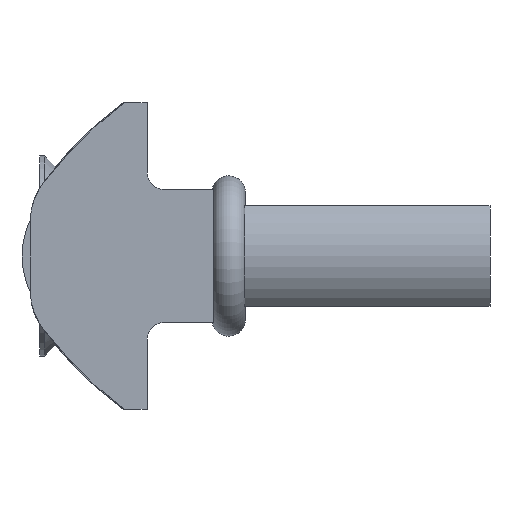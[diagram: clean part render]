
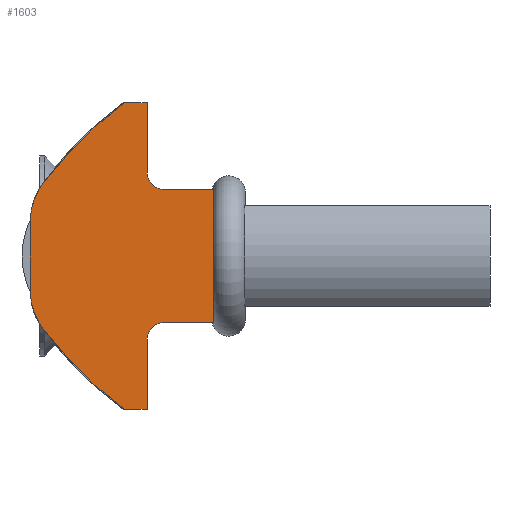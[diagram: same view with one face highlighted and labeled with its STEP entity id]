
A CAD part, left-side view. The second image highlights one B-rep face of the part: STEP entity #1603.
In plain terms, the highlighted face is planar.
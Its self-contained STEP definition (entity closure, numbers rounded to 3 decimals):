
#61=PLANE('',#1771);
#109=CIRCLE('',#1718,3.7);
#110=CIRCLE('',#1720,3.7);
#113=CIRCLE('',#1726,24.7);
#114=CIRCLE('',#1728,24.7);
#133=CIRCLE('',#1762,1.);
#136=CIRCLE('',#1769,1.);
#224=LINE('',#2577,#363);
#226=LINE('',#2581,#365);
#235=LINE('',#2608,#374);
#239=LINE('',#2623,#378);
#243=LINE('',#2635,#382);
#248=LINE('',#2646,#387);
#251=LINE('',#2652,#390);
#254=LINE('',#2661,#393);
#363=VECTOR('',#2011,1000.);
#365=VECTOR('',#2015,1000.);
#374=VECTOR('',#2042,1000.);
#378=VECTOR('',#2060,1000.);
#382=VECTOR('',#2072,1000.);
#387=VECTOR('',#2081,1000.);
#390=VECTOR('',#2086,1000.);
#393=VECTOR('',#2097,1000.);
#634=ORIENTED_EDGE('',*,*,#1005,.T.);
#635=ORIENTED_EDGE('',*,*,#1029,.T.);
#636=ORIENTED_EDGE('',*,*,#1032,.F.);
#637=ORIENTED_EDGE('',*,*,#1035,.T.);
#638=ORIENTED_EDGE('',*,*,#1041,.T.);
#639=ORIENTED_EDGE('',*,*,#1044,.T.);
#640=ORIENTED_EDGE('',*,*,#1047,.F.);
#641=ORIENTED_EDGE('',*,*,#1049,.T.);
#642=ORIENTED_EDGE('',*,*,#1007,.T.);
#643=ORIENTED_EDGE('',*,*,#964,.T.);
#644=ORIENTED_EDGE('',*,*,#947,.T.);
#645=ORIENTED_EDGE('',*,*,#1021,.T.);
#646=ORIENTED_EDGE('',*,*,#951,.T.);
#647=ORIENTED_EDGE('',*,*,#968,.T.);
#947=EDGE_CURVE('',#1174,#1173,#109,.T.);
#951=EDGE_CURVE('',#1178,#1177,#110,.T.);
#964=EDGE_CURVE('',#1189,#1174,#113,.T.);
#968=EDGE_CURVE('',#1177,#1190,#114,.T.);
#1005=EDGE_CURVE('',#1190,#1215,#224,.T.);
#1007=EDGE_CURVE('',#1217,#1189,#226,.T.);
#1021=EDGE_CURVE('',#1173,#1178,#235,.T.);
#1029=EDGE_CURVE('',#1215,#1229,#239,.T.);
#1032=EDGE_CURVE('',#1231,#1229,#133,.T.);
#1035=EDGE_CURVE('',#1231,#1233,#243,.T.);
#1041=EDGE_CURVE('',#1233,#1237,#248,.T.);
#1044=EDGE_CURVE('',#1237,#1239,#251,.T.);
#1047=EDGE_CURVE('',#1241,#1239,#136,.T.);
#1049=EDGE_CURVE('',#1241,#1217,#254,.T.);
#1173=VERTEX_POINT('',#2441);
#1174=VERTEX_POINT('',#2443);
#1177=VERTEX_POINT('',#2454);
#1178=VERTEX_POINT('',#2456);
#1189=VERTEX_POINT('',#2492);
#1190=VERTEX_POINT('',#2500);
#1215=VERTEX_POINT('',#2576);
#1217=VERTEX_POINT('',#2582);
#1229=VERTEX_POINT('',#2622);
#1231=VERTEX_POINT('',#2628);
#1233=VERTEX_POINT('',#2634);
#1237=VERTEX_POINT('',#2645);
#1239=VERTEX_POINT('',#2651);
#1241=VERTEX_POINT('',#2657);
#1355=EDGE_LOOP('',(#634,#635,#636,#637,#638,#639,#640,#641,#642,#643,#644,
#645,#646,#647));
#1464=FACE_BOUND('',#1355,.T.);
#1603=ADVANCED_FACE('',(#1464),#61,.T.);
#1718=AXIS2_PLACEMENT_3D('',#2442,#1923,#1924);
#1720=AXIS2_PLACEMENT_3D('',#2455,#1929,#1930);
#1726=AXIS2_PLACEMENT_3D('',#2491,#1948,#1949);
#1728=AXIS2_PLACEMENT_3D('',#2501,#1954,#1955);
#1762=AXIS2_PLACEMENT_3D('',#2629,#2066,#2067);
#1769=AXIS2_PLACEMENT_3D('',#2658,#2092,#2093);
#1771=AXIS2_PLACEMENT_3D('',#2662,#2098,#2099);
#1923=DIRECTION('',(1.,0.,0.));
#1924=DIRECTION('',(0.,0.,-1.));
#1929=DIRECTION('',(1.,0.,0.));
#1930=DIRECTION('',(0.,0.,-1.));
#1948=DIRECTION('',(1.,0.,0.));
#1949=DIRECTION('',(0.,0.,-1.));
#1954=DIRECTION('',(1.,0.,0.));
#1955=DIRECTION('',(0.,0.,-1.));
#2011=DIRECTION('',(0.,-1.,0.));
#2015=DIRECTION('',(0.,1.,0.));
#2042=DIRECTION('',(0.,0.,1.));
#2060=DIRECTION('',(0.,0.,-1.));
#2066=DIRECTION('',(1.,0.,0.));
#2067=DIRECTION('',(0.,0.,-1.));
#2072=DIRECTION('',(0.,-1.,0.));
#2081=DIRECTION('',(0.,0.,-1.));
#2086=DIRECTION('',(0.,1.,0.));
#2092=DIRECTION('',(1.,0.,0.));
#2093=DIRECTION('',(0.,0.,-1.));
#2097=DIRECTION('',(0.,0.,-1.));
#2098=DIRECTION('',(1.,0.,0.));
#2099=DIRECTION('',(0.,0.,-1.));
#2441=CARTESIAN_POINT('',(28.,11.,-2.099));
#2442=CARTESIAN_POINT('',(28.,7.3,-2.099));
#2443=CARTESIAN_POINT('',(28.,10.249,-4.334));
#2454=CARTESIAN_POINT('',(28.,10.249,4.334));
#2455=CARTESIAN_POINT('',(28.,7.3,2.099));
#2456=CARTESIAN_POINT('',(28.,11.,2.099));
#2491=CARTESIAN_POINT('',(28.,-9.438,10.584));
#2492=CARTESIAN_POINT('',(28.,5.351,-9.2));
#2500=CARTESIAN_POINT('',(28.,5.351,9.2));
#2501=CARTESIAN_POINT('',(28.,-9.438,-10.584));
#2576=CARTESIAN_POINT('',(28.,4.,9.2));
#2577=CARTESIAN_POINT('',(28.,5.351,9.2));
#2581=CARTESIAN_POINT('',(28.,4.,-9.2));
#2582=CARTESIAN_POINT('',(28.,4.,-9.2));
#2608=CARTESIAN_POINT('',(28.,11.,-2.099));
#2622=CARTESIAN_POINT('',(28.,4.,5.));
#2623=CARTESIAN_POINT('',(28.,4.,9.2));
#2628=CARTESIAN_POINT('',(28.,3.,4.));
#2629=CARTESIAN_POINT('',(28.,3.,5.));
#2634=CARTESIAN_POINT('',(28.,0.,4.));
#2635=CARTESIAN_POINT('',(28.,3.,4.));
#2645=CARTESIAN_POINT('',(28.,0.,-4.));
#2646=CARTESIAN_POINT('',(28.,0.,4.));
#2651=CARTESIAN_POINT('',(28.,3.,-4.));
#2652=CARTESIAN_POINT('',(28.,0.,-4.));
#2657=CARTESIAN_POINT('',(28.,4.,-5.));
#2658=CARTESIAN_POINT('',(28.,3.,-5.));
#2661=CARTESIAN_POINT('',(28.,4.,-5.));
#2662=CARTESIAN_POINT('',(28.,3.,5.));
